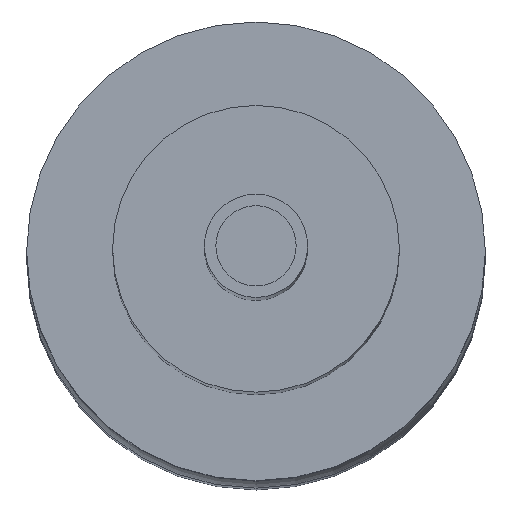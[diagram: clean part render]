
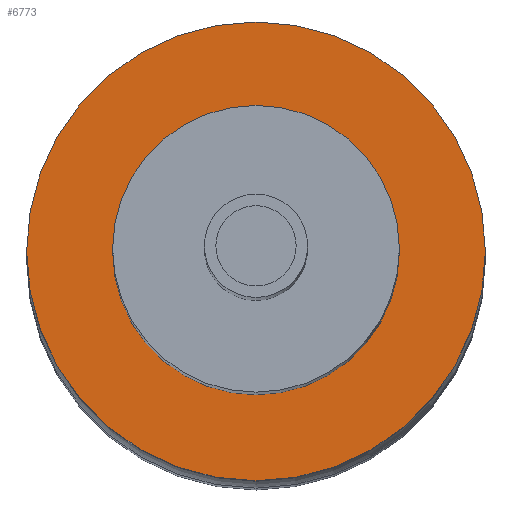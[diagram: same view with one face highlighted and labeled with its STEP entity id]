
A CAD part, top view. The second image highlights one B-rep face of the part: STEP entity #6773.
In plain terms, the highlighted planar face has unit normal (0, 0, 1).
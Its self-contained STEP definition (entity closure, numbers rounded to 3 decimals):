
#2088=CARTESIAN_POINT('',(0.,0.,2.5));
#2089=DIRECTION('',(0.,0.,-1.));
#2090=DIRECTION('',(1.,0.,0.));
#2091=AXIS2_PLACEMENT_3D('',#2088,#2089,#2090);
#2093=CARTESIAN_POINT('',(0.,0.,2.5));
#2094=DIRECTION('',(0.,0.,-1.));
#2095=DIRECTION('',(-1.,0.,0.));
#2096=AXIS2_PLACEMENT_3D('',#2093,#2094,#2095);
#2098=CARTESIAN_POINT('',(0.,0.,2.5));
#2099=DIRECTION('',(0.,0.,1.));
#2100=DIRECTION('',(1.,0.,0.));
#2101=AXIS2_PLACEMENT_3D('',#2098,#2099,#2100);
#2103=CARTESIAN_POINT('',(0.,0.,2.5));
#2104=DIRECTION('',(0.,0.,1.));
#2105=DIRECTION('',(-1.,0.,0.));
#2106=AXIS2_PLACEMENT_3D('',#2103,#2104,#2105);
#3839=CARTESIAN_POINT('',(2.,0.,2.5));
#3841=VERTEX_POINT('',#3839);
#3894=CARTESIAN_POINT('',(-2.,0.,2.5));
#3896=VERTEX_POINT('',#3894);
#4292=CARTESIAN_POINT('',(1.25,0.,2.5));
#4293=CARTESIAN_POINT('',(-1.25,0.,2.5));
#4294=VERTEX_POINT('',#4292);
#4295=VERTEX_POINT('',#4293);
#6758=CARTESIAN_POINT('',(1.6,0.,2.5));
#6759=DIRECTION('',(0.,0.,1.));
#6760=DIRECTION('',(1.,0.,0.));
#6761=AXIS2_PLACEMENT_3D('',#6758,#6759,#6760);
#6762=PLANE('',#6761);
#6763=ORIENTED_EDGE('',*,*,#6737,.F.);
#6764=ORIENTED_EDGE('',*,*,#6750,.F.);
#6765=EDGE_LOOP('',(#6763,#6764));
#6766=FACE_OUTER_BOUND('',#6765,.F.);
#6768=ORIENTED_EDGE('',*,*,#6767,.F.);
#6770=ORIENTED_EDGE('',*,*,#6769,.F.);
#6771=EDGE_LOOP('',(#6768,#6770));
#6772=FACE_BOUND('',#6771,.F.);
#2092=CIRCLE('',#2091,1.25);
#2097=CIRCLE('',#2096,1.25);
#2102=CIRCLE('',#2101,2.);
#2107=CIRCLE('',#2106,2.);
#6737=EDGE_CURVE('',#3841,#3896,#2102,.T.);
#6750=EDGE_CURVE('',#3896,#3841,#2107,.T.);
#6767=EDGE_CURVE('',#4294,#4295,#2092,.T.);
#6769=EDGE_CURVE('',#4295,#4294,#2097,.T.);
#6773=ADVANCED_FACE('',(#6766,#6772),#6762,.T.);
